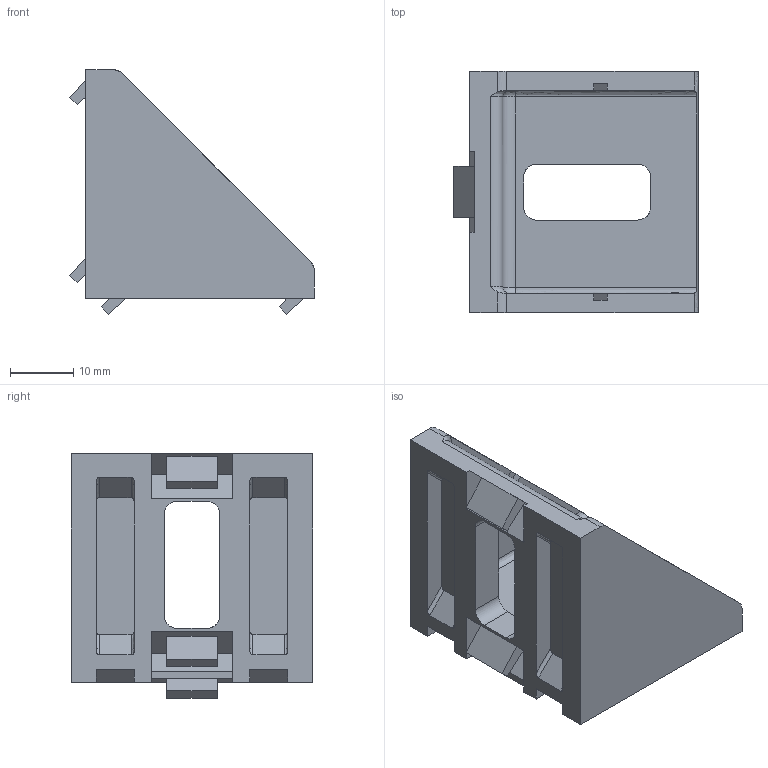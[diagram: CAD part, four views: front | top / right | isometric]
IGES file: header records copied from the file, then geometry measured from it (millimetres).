
Global section: file name: 303836; native system: Autodesk Inventor 2021; preprocessor: unknown; author: Roudna; date: 20230201.073228; units: millimetre
Bounding box: 38.5 x 38 x 38.5 mm (x, y, z)
Volume: 11866 mm3; surface area: 9057.4 mm2
Topology: 1 solids, 1 shells, 127 faces, 345 edges, 228 vertices
Faces by surface type: bspline 127
